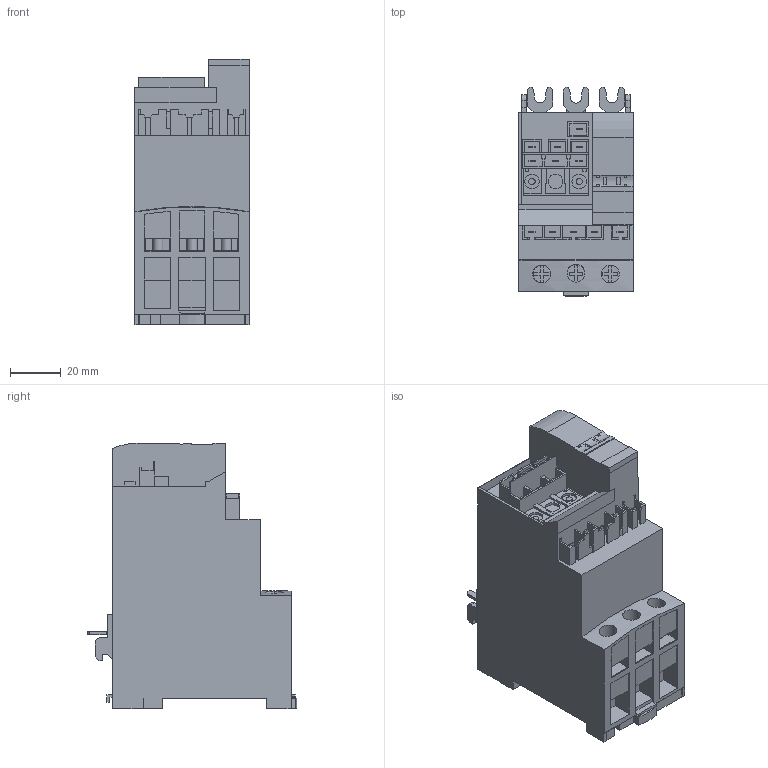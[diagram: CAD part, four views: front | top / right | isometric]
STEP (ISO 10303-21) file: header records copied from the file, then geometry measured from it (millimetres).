
FILE_DESCRIPTION((''),'2;1');
FILE_NAME('1668665403112_ASM','2022-11-17T11:40:21',('SESA540900'),('Schneider-Electric'),'CREO PARAMETRIC BY PTC INC, 2021284','CREO PARAMETRIC BY PTC INC, 2021284','');
FILE_SCHEMA(('AP242_MANAGED_MODEL_BASED_3D_ENGINEERING_MIM_LF { 1 0 10303 442 1 1 4 }'));
Length unit declared in the file: millimetre
Products named in the file (4): EMPTYNODE_1668665403251_ASM; LU2MB0BL; LU2MB0BL-3D_ASM; 1668665403112_ASM
Assembly tree (3 placements, depth 3):
  1668665403112_ASM
    EMPTYNODE_1668665403251_ASM
    LU2MB0BL-3D_ASM
      LU2MB0BL
Bounding box: 45 x 82.65 x 104.76 mm (x, y, z)
Volume: 239236.6 mm3; surface area: 39228.1 mm2
Topology: 1 solids, 6 shells, 813 faces, 2191 edges, 1447 vertices
Faces by surface type: plane 732, cylinder 74, extrusion 7
Entity records: 34251 total; most frequent: CARTESIAN_POINT 4628, ORIENTED_EDGE 4382, DIRECTION 3972, PRESENTATION_STYLE_ASSIGNMENT 2386, STYLED_ITEM 2192, CURVE_STYLE 2191, EDGE_CURVE 2191, VECTOR 2010
